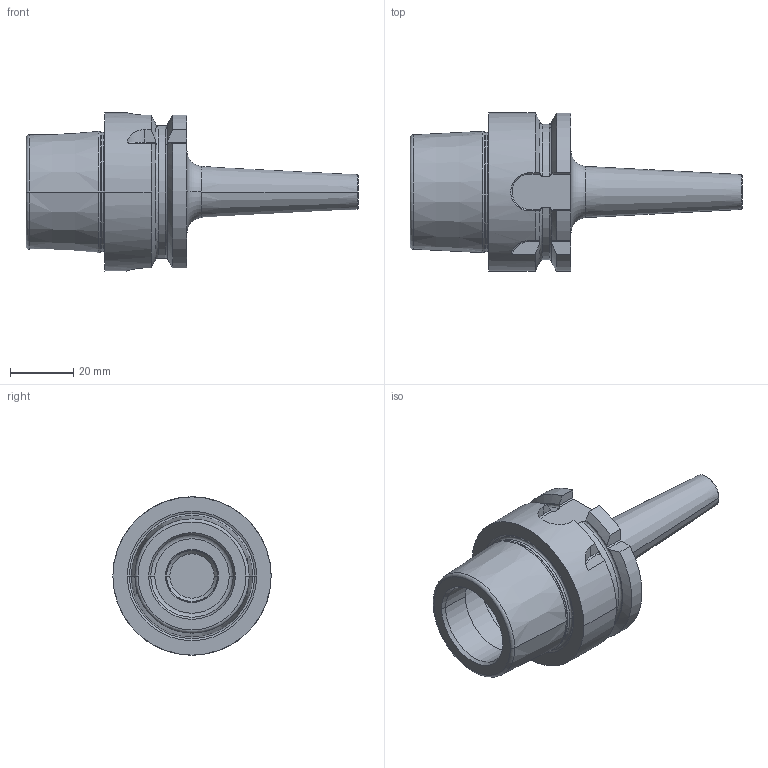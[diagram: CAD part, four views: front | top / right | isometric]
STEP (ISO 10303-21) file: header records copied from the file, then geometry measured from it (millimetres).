
FILE_DESCRIPTION((''),'2;1');
FILE_NAME('E50-173-08','2011-09-06T',('mei'),(''),'PRO/ENGINEER BY PARAMETRIC TECHNOLOGY CORPORATION, 2010430','PRO/ENGINEER BY PARAMETRIC TECHNOLOGY CORPORATION, 2010430','');
FILE_SCHEMA(('CONFIG_CONTROL_DESIGN'));
Length unit declared in the file: millimetre
Products named in the file (1): E50-173-08
Bounding box: 104.9 x 50 x 50 mm (x, y, z)
Volume: 57368.5 mm3; surface area: 18160.7 mm2
Topology: 1 solids, 2 shells, 120 faces, 288 edges, 175 vertices
Faces by surface type: plane 39, cylinder 29, cone 28, torus 24
Entity records: 3718 total; most frequent: CARTESIAN_POINT 874, DIRECTION 613, ORIENTED_EDGE 572, EDGE_CURVE 288, AXIS2_PLACEMENT_3D 247, VERTEX_POINT 175, CIRCLE 126, EDGE_LOOP 125
